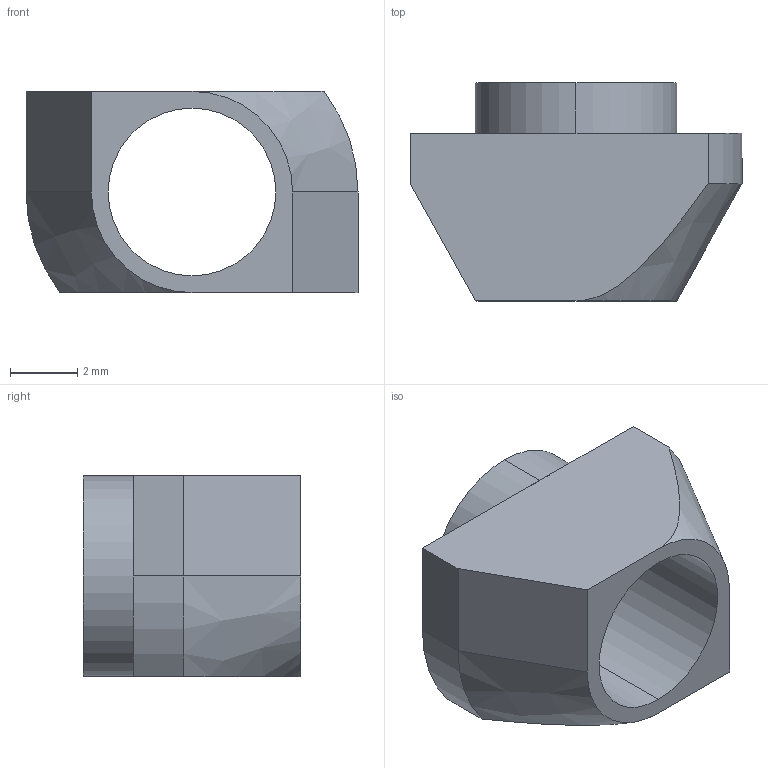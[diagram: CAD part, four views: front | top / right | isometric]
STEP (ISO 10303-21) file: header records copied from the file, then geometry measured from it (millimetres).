
FILE_DESCRIPTION (( 'STEP AP203' ), '1' );
FILE_NAME ('ALF-TNP65M6-6.step', '2024-08-08T12:49:33', ( '' ), ( '' ), 'SwSTEP 2.0', 'SolidWorks 2022', '' );
FILE_SCHEMA (( 'CONFIG_CONTROL_DESIGN' ));
Length unit declared in the file: millimetre
Products named in the file (1): ALF-TNP65M6-6
Bounding box: 9.9 x 6.5 x 6 mm (x, y, z)
Volume: 158.8 mm3; surface area: 323.3 mm2
Topology: 1 solids, 1 shells, 18 faces, 42 edges, 26 vertices
Faces by surface type: plane 10, cylinder 6, cone 2
Entity records: 619 total; most frequent: CARTESIAN_POINT 117, DIRECTION 92, ORIENTED_EDGE 84, EDGE_CURVE 42, AXIS2_PLACEMENT_3D 33, VECTOR 26, VERTEX_POINT 26, LINE 26
